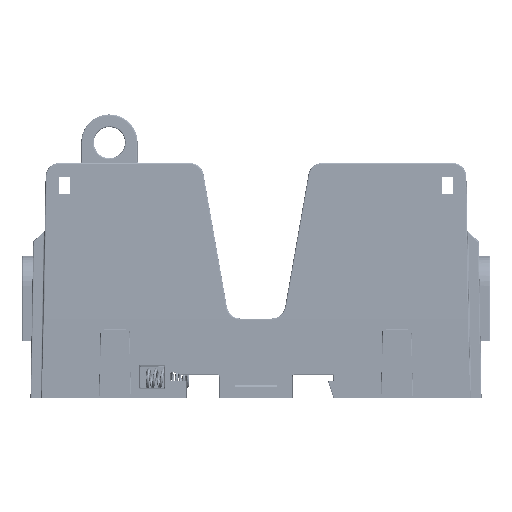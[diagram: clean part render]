
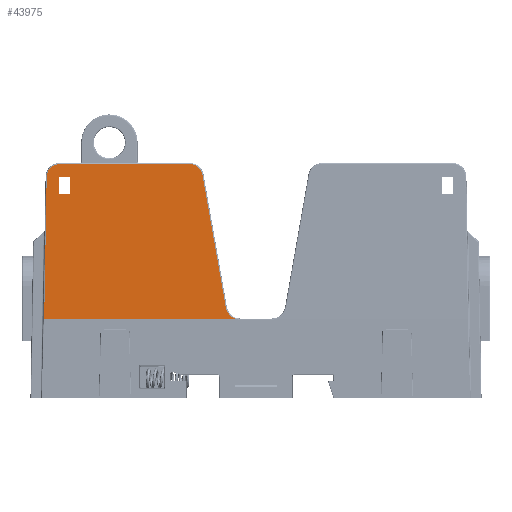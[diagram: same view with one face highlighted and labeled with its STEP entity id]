
A CAD part, front view. The second image highlights one B-rep face of the part: STEP entity #43975.
In plain terms, the highlighted planar face has unit normal (0, -1, 0.009).
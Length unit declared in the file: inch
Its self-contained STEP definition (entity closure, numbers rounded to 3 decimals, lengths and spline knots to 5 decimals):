
#104 = CARTESIAN_POINT ( 'NONE',  ( -1.85468, -0.57845, 2.02352 ) ) ;
#936 = CARTESIAN_POINT ( 'NONE',  ( -0.186, -0.59, 0.70001 ) ) ;
#1809 = CARTESIAN_POINT ( 'NONE',  ( -1.87778, -0.59, 0.69983 ) ) ;
#2080 =( BOUNDED_CURVE ( )  B_SPLINE_CURVE ( 3, ( #36369, #43837, #9662, #48085 ),
 .UNSPECIFIED., .F., .T. ) 
 B_SPLINE_CURVE_WITH_KNOTS ( ( 4, 4 ),
 ( 0.38634, 1.39626 ),
 .UNSPECIFIED. ) 
 CURVE ( )  GEOMETRIC_REPRESENTATION_ITEM ( )  RATIONAL_B_SPLINE_CURVE ( ( 1., 0.917, 0.917, 1. ) ) 
 REPRESENTATION_ITEM ( '' )  );
#4466 = CARTESIAN_POINT ( 'NONE',  ( -0.18598, -0.59, 0.70004 ) ) ;
#4473 = LINE ( 'NONE', #42129, #18186 ) ;
#6320 = VERTEX_POINT ( 'NONE', #23293 ) ;
#6388 = ORIENTED_EDGE ( 'NONE', *, *, #25715, .T. ) ;
#6662 = ORIENTED_EDGE ( 'NONE', *, *, #28346, .T. ) ;
#7237 = CARTESIAN_POINT ( 'NONE',  ( -0.47497, -0.57887, 1.97506 ) ) ;
#8347 = ORIENTED_EDGE ( 'NONE', *, *, #40930, .T. ) ;
#8673 = EDGE_LOOP ( 'NONE', ( #14423, #30939, #27758, #8347, #6662, #16955, #18905, #21723 ) ) ;
#9334 = DIRECTION ( 'NONE',  ( 1., 0., 0. ) ) ;
#9662 = CARTESIAN_POINT ( 'NONE',  ( -0.25981, -0.58952, 0.75488 ) ) ;
#11276 = CARTESIAN_POINT ( 'NONE',  ( -1.75, -0.58036, 1.805 ) ) ;
#11956 = EDGE_LOOP ( 'NONE', ( #22857, #6388, #48717, #33676 ) ) ;
#12172 = LINE ( 'NONE', #27417, #13941 ) ;
#12304 = LINE ( 'NONE', #23805, #44188 ) ;
#12413 = CARTESIAN_POINT ( 'NONE',  ( -0.18598, -0.59, 0.70003 ) ) ;
#12903 = CARTESIAN_POINT ( 'NONE',  ( -0.18602, -0.59, 0.70001 ) ) ;
#13139 = CARTESIAN_POINT ( 'NONE',  ( -0.18606, -0.59, 0.7 ) ) ;
#13645 = DIRECTION ( 'NONE',  ( 0., -0.009, -1. ) ) ;
#13733 = VERTEX_POINT ( 'NONE', #11276 ) ;
#13941 = VECTOR ( 'NONE', #47755, 39.37008 ) ;
#14028 = CARTESIAN_POINT ( 'NONE',  ( -1.65, -0.57905, 1.955 ) ) ;
#14030 = EDGE_CURVE ( 'NONE', #31285, #13733, #12304, .T. ) ;
#14423 = ORIENTED_EDGE ( 'NONE', *, *, #44578, .T. ) ;
#14905 = VERTEX_POINT ( 'NONE', #4466 ) ;
#15234 = VECTOR ( 'NONE', #35490, 39.37008 ) ;
#15352 = PLANE ( 'NONE',  #37530 ) ;
#15697 = VECTOR ( 'NONE', #24999, 39.37008 ) ;
#15902 = CARTESIAN_POINT ( 'NONE',  ( -0.18601, -0.59, 0.70001 ) ) ;
#16353 = LINE ( 'NONE', #20847, #35873 ) ;
#16711 = VERTEX_POINT ( 'NONE', #45258 ) ;
#16955 = ORIENTED_EDGE ( 'NONE', *, *, #20068, .T. ) ;
#17166 = CARTESIAN_POINT ( 'NONE',  ( -1.65, -0.59, 0.7 ) ) ;
#17595 = LINE ( 'NONE', #28568, #27322 ) ;
#18186 = VECTOR ( 'NONE', #31171, 39.37008 ) ;
#18394 = VECTOR ( 'NONE', #13645, 39.37008 ) ;
#18855 = CARTESIAN_POINT ( 'NONE',  ( -1.88778, -0.59, 0.7 ) ) ;
#18905 = ORIENTED_EDGE ( 'NONE', *, *, #47359, .T. ) ;
#20068 = EDGE_CURVE ( 'NONE', #32992, #24669, #12172, .T. ) ;
#20299 = LINE ( 'NONE', #1809, #15234 ) ;
#20608 = VERTEX_POINT ( 'NONE', #14028 ) ;
#20847 = CARTESIAN_POINT ( 'NONE',  ( -1.9, -0.59, 0.7 ) ) ;
#21611 =( BOUNDED_CURVE ( )  B_SPLINE_CURVE ( 3, ( #7237, #37900, #41150, #37400 ),
 .UNSPECIFIED., .F., .T. ) 
 B_SPLINE_CURVE_WITH_KNOTS ( ( 4, 4 ),
 ( 1.74533, 3.14159 ),
 .UNSPECIFIED. ) 
 CURVE ( )  GEOMETRIC_REPRESENTATION_ITEM ( )  RATIONAL_B_SPLINE_CURVE ( ( 1., 0.844, 0.844, 1. ) ) 
 REPRESENTATION_ITEM ( '' )  );
#21723 = ORIENTED_EDGE ( 'NONE', *, *, #23900, .T. ) ;
#22072 = EDGE_CURVE ( 'NONE', #14905, #49015, #2080, .T. ) ;
#22841 = CARTESIAN_POINT ( 'NONE',  ( -1.74086, -0.57804, 2.07009 ) ) ;
#22857 = ORIENTED_EDGE ( 'NONE', *, *, #14030, .T. ) ;
#22943 = CARTESIAN_POINT ( 'NONE',  ( -1.87778, -0.59, 0.7 ) ) ;
#23293 = CARTESIAN_POINT ( 'NONE',  ( -1.75, -0.57905, 1.955 ) ) ;
#23459 = VERTEX_POINT ( 'NONE', #23602 ) ;
#23602 = CARTESIAN_POINT ( 'NONE',  ( -0.1861, -0.59, 0.7 ) ) ;
#23669 = CARTESIAN_POINT ( 'NONE',  ( -0.18598, -0.59, 0.70004 ) ) ;
#23805 = CARTESIAN_POINT ( 'NONE',  ( -1.88778, -0.58036, 1.805 ) ) ;
#23900 = EDGE_CURVE ( 'NONE', #32322, #45560, #20299, .T. ) ;
#24303 = DIRECTION ( 'NONE',  ( -1., 0., 0. ) ) ;
#24409 = CARTESIAN_POINT ( 'NONE',  ( -0.18607, -0.59, 0.7 ) ) ;
#24474 = CARTESIAN_POINT ( 'NONE',  ( -0.58822, -0.57804, 2.07009 ) ) ;
#24647 = CARTESIAN_POINT ( 'NONE',  ( -0.18598, -0.59, 0.70003 ) ) ;
#24669 = VERTEX_POINT ( 'NONE', #39102 ) ;
#24999 = DIRECTION ( 'NONE',  ( 1., 0., 0. ) ) ;
#25715 = EDGE_CURVE ( 'NONE', #13733, #6320, #17595, .T. ) ;
#26549 = CARTESIAN_POINT ( 'NONE',  ( -1.85584, -0.57903, 1.95709 ) ) ;
#26820 = CARTESIAN_POINT ( 'NONE',  ( -1.80729, -0.57804, 2.07009 ) ) ;
#27322 = VECTOR ( 'NONE', #44255, 39.37008 ) ;
#27406 = CARTESIAN_POINT ( 'NONE',  ( -0.18604, -0.59, 0.7 ) ) ;
#27417 = CARTESIAN_POINT ( 'NONE',  ( -1.74086, -0.57804, 2.07009 ) ) ;
#27758 = ORIENTED_EDGE ( 'NONE', *, *, #22072, .T. ) ;
#28346 = EDGE_CURVE ( 'NONE', #16711, #32992, #21611, .T. ) ;
#28378 = CARTESIAN_POINT ( 'NONE',  ( -0.18598, -0.59, 0.70003 ) ) ;
#28568 = CARTESIAN_POINT ( 'NONE',  ( -1.75, -0.59, 0.7 ) ) ;
#28724 = LINE ( 'NONE', #39696, #15697 ) ;
#29247 = EDGE_CURVE ( 'NONE', #23459, #14905, #30355, .T. ) ;
#30355 = B_SPLINE_CURVE_WITH_KNOTS ( 'NONE', 3,
 ( #46585, #47078, #24409, #13139, #27406, #42588, #12903, #15902, #936, #35610, #35116, #31133, #28378, #12413, #24647, #23669 ),
 .UNSPECIFIED., .F., .F.,
 ( 4, 3, 3, 3, 3, 4 ),
 ( 0., 0., 0., 0., 0., 0. ),
 .UNSPECIFIED. ) ;
#30577 = FACE_OUTER_BOUND ( 'NONE', #8673, .T. ) ;
#30939 = ORIENTED_EDGE ( 'NONE', *, *, #29247, .T. ) ;
#31133 = CARTESIAN_POINT ( 'NONE',  ( -0.18599, -0.59, 0.70003 ) ) ;
#31171 = DIRECTION ( 'NONE',  ( -0.174, 0.009, 0.985 ) ) ;
#31285 = VERTEX_POINT ( 'NONE', #37507 ) ;
#32322 = VERTEX_POINT ( 'NONE', #26549 ) ;
#32992 = VERTEX_POINT ( 'NONE', #24474 ) ;
#33676 = ORIENTED_EDGE ( 'NONE', *, *, #45725, .T. ) ;
#34062 = DIRECTION ( 'NONE',  ( 0., -1., 0.009 ) ) ;
#35116 = CARTESIAN_POINT ( 'NONE',  ( -0.18599, -0.59, 0.70002 ) ) ;
#35490 = DIRECTION ( 'NONE',  ( -0.017, -0.009, -1. ) ) ;
#35610 = CARTESIAN_POINT ( 'NONE',  ( -0.186, -0.59, 0.70002 ) ) ;
#35845 =( BOUNDED_CURVE ( )  B_SPLINE_CURVE ( 3, ( #22841, #26820, #104, #38011 ),
 .UNSPECIFIED., .F., .F. ) 
 B_SPLINE_CURVE_WITH_KNOTS ( ( 4, 4 ),
 ( 3.14159, 4.69494 ),
 .UNSPECIFIED. ) 
 CURVE ( )  GEOMETRIC_REPRESENTATION_ITEM ( )  RATIONAL_B_SPLINE_CURVE ( ( 1., 0.809, 0.809, 1. ) ) 
 REPRESENTATION_ITEM ( '' )  );
#35858 = LINE ( 'NONE', #17166, #18394 ) ;
#35873 = VECTOR ( 'NONE', #9334, 39.37008 ) ;
#36369 = CARTESIAN_POINT ( 'NONE',  ( -0.18598, -0.59, 0.70004 ) ) ;
#37400 = CARTESIAN_POINT ( 'NONE',  ( -0.58822, -0.57804, 2.07009 ) ) ;
#37507 = CARTESIAN_POINT ( 'NONE',  ( -1.65, -0.58036, 1.805 ) ) ;
#37530 = AXIS2_PLACEMENT_3D ( 'NONE', #18855, #34062, #45764 ) ;
#37613 = EDGE_CURVE ( 'NONE', #6320, #20608, #28724, .T. ) ;
#37900 = CARTESIAN_POINT ( 'NONE',  ( -0.4851, -0.57837, 2.03256 ) ) ;
#38011 = CARTESIAN_POINT ( 'NONE',  ( -1.85584, -0.57903, 1.95709 ) ) ;
#39102 = CARTESIAN_POINT ( 'NONE',  ( -1.74086, -0.57804, 2.07009 ) ) ;
#39696 = CARTESIAN_POINT ( 'NONE',  ( -1.88778, -0.57905, 1.955 ) ) ;
#40930 = EDGE_CURVE ( 'NONE', #49015, #16711, #4473, .T. ) ;
#41150 = CARTESIAN_POINT ( 'NONE',  ( -0.52983, -0.57804, 2.07009 ) ) ;
#42129 = CARTESIAN_POINT ( 'NONE',  ( -0.29952, -0.58756, 0.98003 ) ) ;
#42588 = CARTESIAN_POINT ( 'NONE',  ( -0.18603, -0.59, 0.70001 ) ) ;
#43837 = CARTESIAN_POINT ( 'NONE',  ( -0.22997, -0.58984, 0.71793 ) ) ;
#43975 = ADVANCED_FACE ( 'NONE', ( #45271, #30577 ), #15352, .T. ) ;
#44188 = VECTOR ( 'NONE', #24303, 39.37008 ) ;
#44255 = DIRECTION ( 'NONE',  ( 0., 0.009, 1. ) ) ;
#44578 = EDGE_CURVE ( 'NONE', #45560, #23459, #16353, .T. ) ;
#45258 = CARTESIAN_POINT ( 'NONE',  ( -0.47497, -0.57887, 1.97506 ) ) ;
#45271 = FACE_BOUND ( 'NONE', #11956, .T. ) ;
#45560 = VERTEX_POINT ( 'NONE', #22943 ) ;
#45725 = EDGE_CURVE ( 'NONE', #20608, #31285, #35858, .T. ) ;
#45764 = DIRECTION ( 'NONE',  ( 0., -0.009, -1. ) ) ;
#46585 = CARTESIAN_POINT ( 'NONE',  ( -0.1861, -0.59, 0.7 ) ) ;
#47005 = CARTESIAN_POINT ( 'NONE',  ( -0.26806, -0.58911, 0.80164 ) ) ;
#47078 = CARTESIAN_POINT ( 'NONE',  ( -0.18609, -0.59, 0.7 ) ) ;
#47359 = EDGE_CURVE ( 'NONE', #24669, #32322, #35845, .T. ) ;
#47755 = DIRECTION ( 'NONE',  ( -1., 0., 0. ) ) ;
#48085 = CARTESIAN_POINT ( 'NONE',  ( -0.26806, -0.58911, 0.80164 ) ) ;
#48717 = ORIENTED_EDGE ( 'NONE', *, *, #37613, .T. ) ;
#49015 = VERTEX_POINT ( 'NONE', #47005 ) ;
